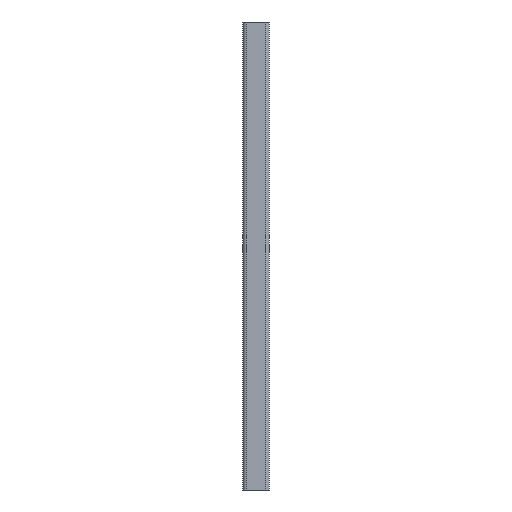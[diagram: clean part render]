
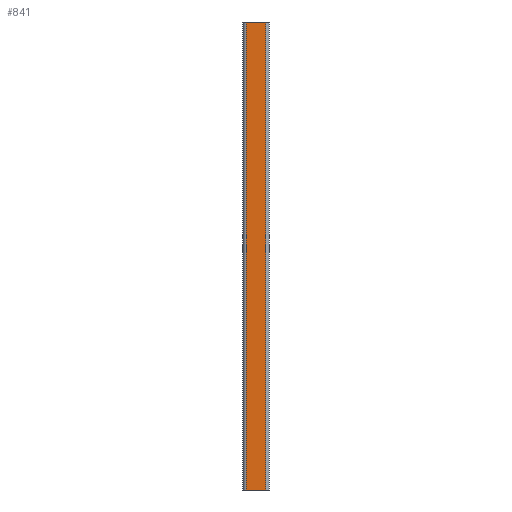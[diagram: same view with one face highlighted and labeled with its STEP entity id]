
A CAD part, front view. The second image highlights one B-rep face of the part: STEP entity #841.
In plain terms, the highlighted planar face has unit normal (0, -1, 0).
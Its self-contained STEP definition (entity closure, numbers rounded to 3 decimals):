
#179=DIRECTION('',(1.,0.,0.));
#180=VECTOR('',#179,22.);
#181=CARTESIAN_POINT('',(-11.,0.,267.));
#182=LINE('',#181,#180);
#183=DIRECTION('',(0.,0.,1.));
#184=VECTOR('',#183,534.);
#185=CARTESIAN_POINT('',(11.,0.,-267.));
#186=LINE('',#185,#184);
#187=DIRECTION('',(-1.,0.,0.));
#188=VECTOR('',#187,22.);
#189=CARTESIAN_POINT('',(11.,0.,-267.));
#190=LINE('',#189,#188);
#191=DIRECTION('',(0.,0.,1.));
#192=VECTOR('',#191,534.);
#193=CARTESIAN_POINT('',(-11.,0.,-267.));
#194=LINE('',#193,#192);
#591=CARTESIAN_POINT('',(-11.,0.,-267.));
#592=VERTEX_POINT('',#591);
#623=CARTESIAN_POINT('',(-11.,0.,267.));
#624=VERTEX_POINT('',#623);
#674=CARTESIAN_POINT('',(11.,0.,-267.));
#676=VERTEX_POINT('',#674);
#698=CARTESIAN_POINT('',(11.,0.,267.));
#700=VERTEX_POINT('',#698);
#827=CARTESIAN_POINT('',(-11.,0.,-267.));
#828=DIRECTION('',(0.,-1.,0.));
#829=DIRECTION('',(1.,0.,0.));
#830=AXIS2_PLACEMENT_3D('',#827,#828,#829);
#831=PLANE('',#830);
#833=ORIENTED_EDGE('',*,*,#832,.T.);
#835=ORIENTED_EDGE('',*,*,#834,.F.);
#836=ORIENTED_EDGE('',*,*,#738,.T.);
#838=ORIENTED_EDGE('',*,*,#837,.T.);
#839=EDGE_LOOP('',(#833,#835,#836,#838));
#840=FACE_OUTER_BOUND('',#839,.F.);
#841=ADVANCED_FACE('',(#840),#831,.T.);
#738=EDGE_CURVE('',#676,#592,#190,.T.);
#832=EDGE_CURVE('',#624,#700,#182,.T.);
#834=EDGE_CURVE('',#676,#700,#186,.T.);
#837=EDGE_CURVE('',#592,#624,#194,.T.);
